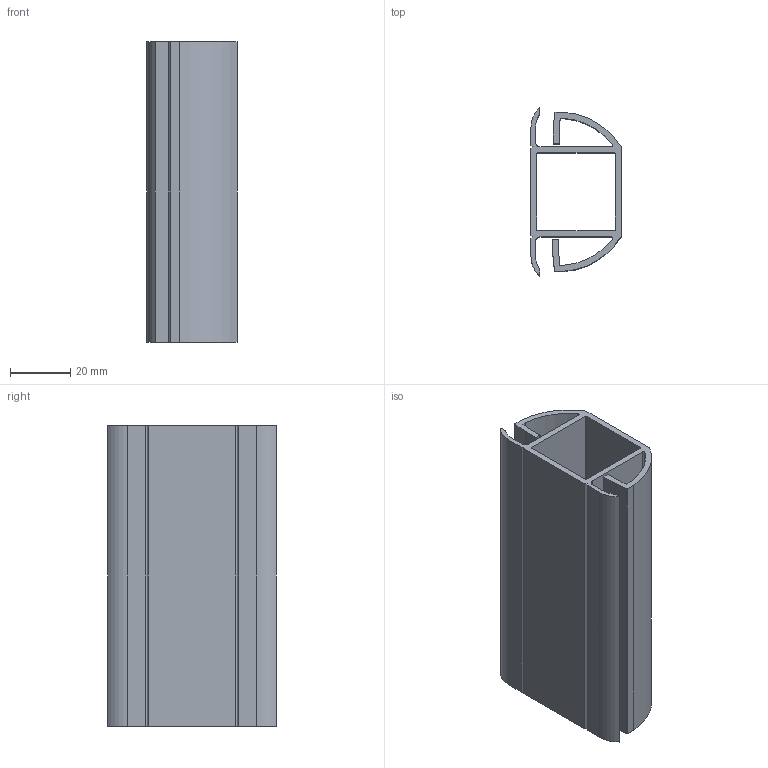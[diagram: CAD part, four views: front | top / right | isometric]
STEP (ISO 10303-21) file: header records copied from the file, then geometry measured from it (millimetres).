
FILE_DESCRIPTION(/* description */ ('PROFILO Q30 2VL #4 S/GUARNIZIONE ARGENTO'),/* implementation_level */ '2;1');
FILE_NAME(/* name */ 'XB28432.stp',/* time_stamp */ '2014-05-14T12:16:37+02:00',/* author */ ('ddelbianco'),/* organization */ (''),/* preprocessor_version */ 'ST-DEVELOPER v15.2',/* originating_system */ 'Autodesk Inventor 2014',/* authorisation */ '');
FILE_SCHEMA (('AUTOMOTIVE_DESIGN { 1 0 10303 214 3 1 1 }'));
Length unit declared in the file: millimetre
Products named in the file (1): XB28432
Bounding box: 30 x 56 x 100 mm (x, y, z)
Volume: 39573.3 mm3; surface area: 41251.2 mm2
Topology: 1 solids, 1 shells, 64 faces, 186 edges, 124 vertices
Faces by surface type: plane 36, cylinder 28
Entity records: 2151 total; most frequent: CARTESIAN_POINT 375, ORIENTED_EDGE 372, DIRECTION 372, EDGE_CURVE 186, LINE 130, VECTOR 130, VERTEX_POINT 124, AXIS2_PLACEMENT_3D 121
